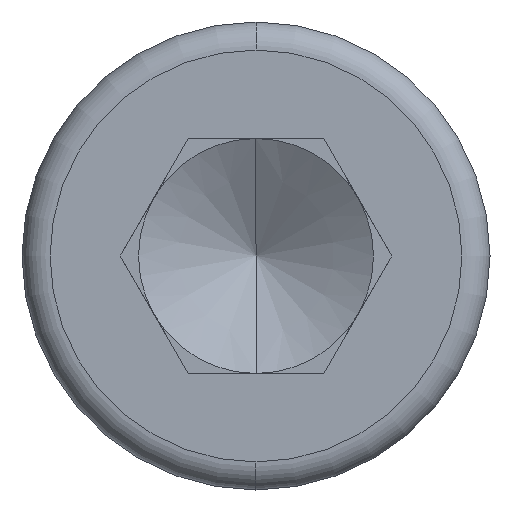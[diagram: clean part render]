
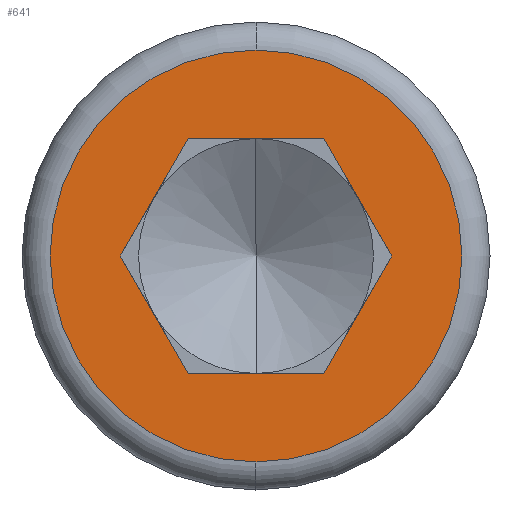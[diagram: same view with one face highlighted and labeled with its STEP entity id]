
A CAD part, left-side view. The second image highlights one B-rep face of the part: STEP entity #641.
In plain terms, the highlighted planar face has unit normal (-1, 0, 0).
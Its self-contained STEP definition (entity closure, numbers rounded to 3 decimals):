
#11 = VERTEX_POINT ( 'NONE', #100 ) ;
#34 = ORIENTED_EDGE ( 'NONE', *, *, #443, .T. ) ;
#50 = CARTESIAN_POINT ( 'NONE',  ( 0., 1.449, -2.51 ) ) ;
#56 = CARTESIAN_POINT ( 'NONE',  ( 0., -1.449, 2.51 ) ) ;
#59 = CARTESIAN_POINT ( 'NONE',  ( 0., 0., 0. ) ) ;
#77 = CARTESIAN_POINT ( 'NONE',  ( 0., -1.449, -2.51 ) ) ;
#81 = VERTEX_POINT ( 'NONE', #158 ) ;
#92 = ORIENTED_EDGE ( 'NONE', *, *, #567, .T. ) ;
#93 = CARTESIAN_POINT ( 'NONE',  ( 0., -2.898, 0. ) ) ;
#99 = CARTESIAN_POINT ( 'NONE',  ( 0., 1.449, 2.51 ) ) ;
#100 = CARTESIAN_POINT ( 'NONE',  ( 0., 1.449, -2.51 ) ) ;
#113 = DIRECTION ( 'NONE',  ( -1., 0., 0. ) ) ;
#124 = DIRECTION ( 'NONE',  ( 0., -0.5, -0.866 ) ) ;
#135 = VERTEX_POINT ( 'NONE', #779 ) ;
#148 = ORIENTED_EDGE ( 'NONE', *, *, #486, .T. ) ;
#152 = LINE ( 'NONE', #93, #428 ) ;
#154 = DIRECTION ( 'NONE',  ( -1., 0., 0. ) ) ;
#158 = CARTESIAN_POINT ( 'NONE',  ( 0., 0., 4.4 ) ) ;
#195 = EDGE_CURVE ( 'NONE', #773, #11, #307, .T. ) ;
#196 = LINE ( 'NONE', #434, #534 ) ;
#201 = PLANE ( 'NONE',  #654 ) ;
#213 = ORIENTED_EDGE ( 'NONE', *, *, #489, .F. ) ;
#220 = AXIS2_PLACEMENT_3D ( 'NONE', #336, #154, #404 ) ;
#240 = DIRECTION ( 'NONE',  ( 0., -0.5, -0.866 ) ) ;
#254 = VECTOR ( 'NONE', #511, 1000. ) ;
#257 = FACE_BOUND ( 'NONE', #363, .T. ) ;
#260 = EDGE_LOOP ( 'NONE', ( #148, #273 ) ) ;
#261 = DIRECTION ( 'NONE',  ( 0., -0.5, 0.866 ) ) ;
#263 = VERTEX_POINT ( 'NONE', #77 ) ;
#273 = ORIENTED_EDGE ( 'NONE', *, *, #339, .T. ) ;
#276 = CARTESIAN_POINT ( 'NONE',  ( 0., -1.449, 2.51 ) ) ;
#287 = ORIENTED_EDGE ( 'NONE', *, *, #791, .F. ) ;
#307 = LINE ( 'NONE', #427, #332 ) ;
#323 = CIRCLE ( 'NONE', #600, 4.4 ) ;
#332 = VECTOR ( 'NONE', #124, 1000. ) ;
#333 = VERTEX_POINT ( 'NONE', #99 ) ;
#336 = CARTESIAN_POINT ( 'NONE',  ( 0., 0., 0. ) ) ;
#339 = EDGE_CURVE ( 'NONE', #416, #81, #696, .T. ) ;
#342 = CARTESIAN_POINT ( 'NONE',  ( 0., -1.449, 2.51 ) ) ;
#344 = VERTEX_POINT ( 'NONE', #342 ) ;
#360 = DIRECTION ( 'NONE',  ( 0., 0., 1. ) ) ;
#363 = EDGE_LOOP ( 'NONE', ( #92, #287, #34, #591, #213, #581 ) ) ;
#380 = FACE_OUTER_BOUND ( 'NONE', #260, .T. ) ;
#393 = DIRECTION ( 'NONE',  ( 0., 0., 1. ) ) ;
#404 = DIRECTION ( 'NONE',  ( 0., 0., 1. ) ) ;
#416 = VERTEX_POINT ( 'NONE', #465 ) ;
#427 = CARTESIAN_POINT ( 'NONE',  ( 0., 2.898, 0. ) ) ;
#428 = VECTOR ( 'NONE', #579, 1000. ) ;
#434 = CARTESIAN_POINT ( 'NONE',  ( 0., 2.898, 0. ) ) ;
#443 = EDGE_CURVE ( 'NONE', #344, #135, #772, .T. ) ;
#454 = DIRECTION ( 'NONE',  ( -1., 0., 0. ) ) ;
#465 = CARTESIAN_POINT ( 'NONE',  ( 0., 0., -4.4 ) ) ;
#486 = EDGE_CURVE ( 'NONE', #81, #416, #323, .T. ) ;
#489 = EDGE_CURVE ( 'NONE', #11, #263, #652, .T. ) ;
#491 = VECTOR ( 'NONE', #542, 1000. ) ;
#511 = DIRECTION ( 'NONE',  ( 0., 1., 0. ) ) ;
#534 = VECTOR ( 'NONE', #261, 1000. ) ;
#542 = DIRECTION ( 'NONE',  ( 0., -1., 0. ) ) ;
#559 = VECTOR ( 'NONE', #240, 1000. ) ;
#567 = EDGE_CURVE ( 'NONE', #773, #333, #196, .T. ) ;
#569 = CARTESIAN_POINT ( 'NONE',  ( 0., 2.898, 0. ) ) ;
#579 = DIRECTION ( 'NONE',  ( 0., 0.5, -0.866 ) ) ;
#581 = ORIENTED_EDGE ( 'NONE', *, *, #195, .F. ) ;
#582 = LINE ( 'NONE', #276, #254 ) ;
#591 = ORIENTED_EDGE ( 'NONE', *, *, #653, .T. ) ;
#600 = AXIS2_PLACEMENT_3D ( 'NONE', #59, #113, #360 ) ;
#641 = ADVANCED_FACE ( 'NONE', ( #257, #380 ), #201, .T. ) ;
#652 = LINE ( 'NONE', #50, #491 ) ;
#653 = EDGE_CURVE ( 'NONE', #135, #263, #152, .T. ) ;
#654 = AXIS2_PLACEMENT_3D ( 'NONE', #756, #454, #393 ) ;
#696 = CIRCLE ( 'NONE', #220, 4.4 ) ;
#756 = CARTESIAN_POINT ( 'NONE',  ( 0., 0., 0. ) ) ;
#772 = LINE ( 'NONE', #56, #559 ) ;
#773 = VERTEX_POINT ( 'NONE', #569 ) ;
#779 = CARTESIAN_POINT ( 'NONE',  ( 0., -2.898, 0. ) ) ;
#791 = EDGE_CURVE ( 'NONE', #344, #333, #582, .T. ) ;
